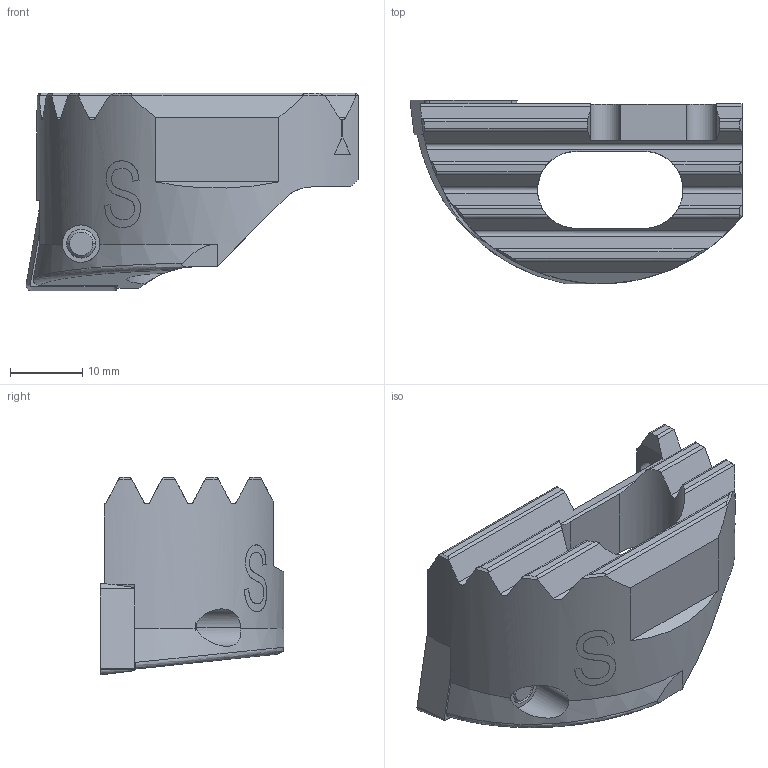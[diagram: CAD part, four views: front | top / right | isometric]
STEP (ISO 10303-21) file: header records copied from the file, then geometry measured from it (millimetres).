
FILE_DESCRIPTION(('no description'),'unknown implementation level');
FILE_NAME('02698535-B4DD-4E79-8AEE-C3EFD638A3F4_export.stp',' ',('CIMSOURCE GmbH'),('CADClick - KiM GmbH - www.kimweb.de'),'unknown preprocess','ACIS','unknown authorization');
FILE_SCHEMA(('automotive_design'));
Length unit declared in the file: millimetre
Products named in the file (3): 639.451 Kaiser 53-70 SW53 CC12 S|654.991 Kaiser CCMT 120408 K20C;Kombinieren1; 639.451 Kaiser 53-70 SW53 CC12 S|694.150 Kaiser ETL M5 X 13,3 T20 IP 10S;Kreismuster1; 639.451 Kaiser 53-70 SW53 CC12 S|639.451 Kaiser 53-70 SW53 CC12 S;Marke
Bounding box: 46 x 25.46 x 27.4 mm (x, y, z)
Volume: 11469.1 mm3; surface area: 6361.1 mm2
Topology: 3 solids, 3 shells, 203 faces, 558 edges, 362 vertices
Faces by surface type: plane 75, cylinder 64, bspline 29, cone 25, torus 10
Entity records: 16188 total; most frequent: CARTESIAN_POINT 4881, STYLED_ITEM 1126, PRESENTATION_STYLE_ASSIGNMENT 1126, COLOUR_RGB 1126, ORIENTED_EDGE 1116, DIRECTION 988, EDGE_CURVE 558, CURVE_STYLE 558
